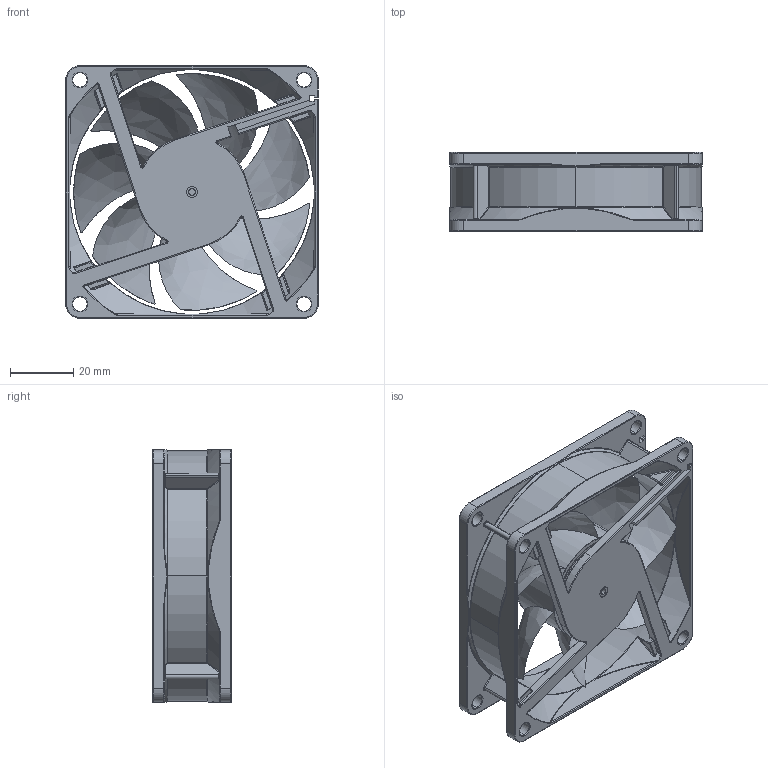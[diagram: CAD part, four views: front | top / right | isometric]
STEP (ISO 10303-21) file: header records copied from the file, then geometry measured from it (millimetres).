
FILE_DESCRIPTION (( 'STEP AP203' ), '1' );
FILE_NAME ('PC cooling fan.STEP', '2018-03-07T06:27:36', ( '' ), ( '' ), 'SwSTEP 2.0', 'SolidWorks 2016', '' );
FILE_SCHEMA (( 'CONFIG_CONTROL_DESIGN' ));
Length unit declared in the file: millimetre
Products named in the file (6): PC cooling fan; Assem1; fanl blade; fan body case; Part4; Part3^Assem1
Assembly tree (5 placements, depth 3):
  PC cooling fan
    Assem1
      fan body case
      Part3^Assem1
    Part4
    fanl blade
Bounding box: 80 x 25 x 80 mm (x, y, z)
Volume: 30243.5 mm3; surface area: 41955.2 mm2
Topology: 4 solids, 4 shells, 873 faces, 2099 edges, 1207 vertices
Faces by surface type: cylinder 256, torus 222, bspline 204, plane 120, sphere 48, cone 23
Entity records: 37501 total; most frequent: CARTESIAN_POINT 17752, ORIENTED_EDGE 4134, DIRECTION 3981, EDGE_CURVE 2067, AXIS2_PLACEMENT_3D 1743, VERTEX_POINT 1207, CIRCLE 1065, EDGE_LOOP 912
